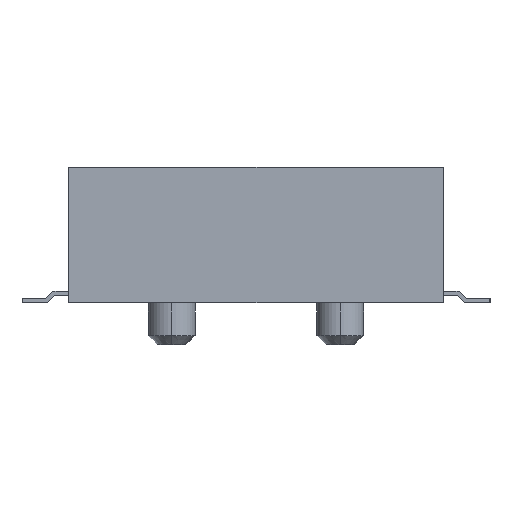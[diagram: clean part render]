
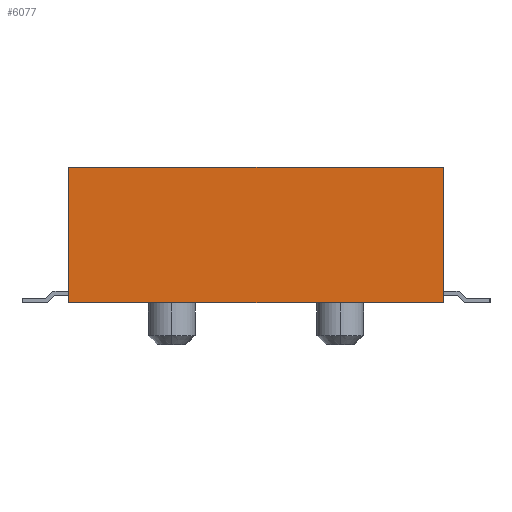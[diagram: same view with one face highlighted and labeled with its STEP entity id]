
A CAD part, left-side view. The second image highlights one B-rep face of the part: STEP entity #6077.
In plain terms, the highlighted planar face has unit normal (-1, 0, 0).
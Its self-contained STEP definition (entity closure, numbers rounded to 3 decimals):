
#4483=CARTESIAN_POINT('',(-5.05,2.0,1.45));
#4484=VERTEX_POINT('',#4483);
#4491=CARTESIAN_POINT('',(-5.05,-2.,1.45));
#4492=VERTEX_POINT('',#4491);
#4493=CARTESIAN_POINT('',(-5.05,-2.,1.45));
#4494=DIRECTION('',(0.0,1.0,0.0));
#4495=VECTOR('',#4494,4.0);
#4496=LINE('',#4493,#4495);
#4497=EDGE_CURVE('',#4492,#4484,#4496,.T.);
#5147=CARTESIAN_POINT('',(-5.05,2.0,0.0));
#5148=VERTEX_POINT('',#5147);
#5155=CARTESIAN_POINT('',(-5.05,2.0,0.0));
#5156=DIRECTION('',(0.0,0.0,1.0));
#5157=VECTOR('',#5156,1.45);
#5158=LINE('',#5155,#5157);
#5159=EDGE_CURVE('',#5148,#4484,#5158,.T.);
#5309=CARTESIAN_POINT('',(-5.05,-2.,0.0));
#5310=VERTEX_POINT('',#5309);
#5311=CARTESIAN_POINT('',(-5.05,-2.,0.0));
#5312=DIRECTION('',(0.0,0.0,1.0));
#5313=VECTOR('',#5312,1.45);
#5314=LINE('',#5311,#5313);
#5315=EDGE_CURVE('',#5310,#4492,#5314,.T.);
#6061=CARTESIAN_POINT('',(-5.05,-2.,0.0));
#6062=DIRECTION('',(-1.0,0.0,0.0));
#6063=DIRECTION('',(0.0,0.0,-1.0));
#6064=AXIS2_PLACEMENT_3D('',#6061,#6062,#6063);
#6065=PLANE('',#6064);
#6066=ORIENTED_EDGE('',*,*,#4497,.T.);
#6067=ORIENTED_EDGE('',*,*,#5159,.F.);
#6068=CARTESIAN_POINT('',(-5.05,-2.,0.0));
#6069=DIRECTION('',(0.0,1.0,0.0));
#6070=VECTOR('',#6069,4.0);
#6071=LINE('',#6068,#6070);
#6072=EDGE_CURVE('',#5310,#5148,#6071,.T.);
#6073=ORIENTED_EDGE('',*,*,#6072,.F.);
#6074=ORIENTED_EDGE('',*,*,#5315,.T.);
#6075=EDGE_LOOP('',(#6066,#6067,#6073,#6074));
#6076=FACE_OUTER_BOUND('',#6075,.T.);
#6077=ADVANCED_FACE('',(#6076),#6065,.T.);
